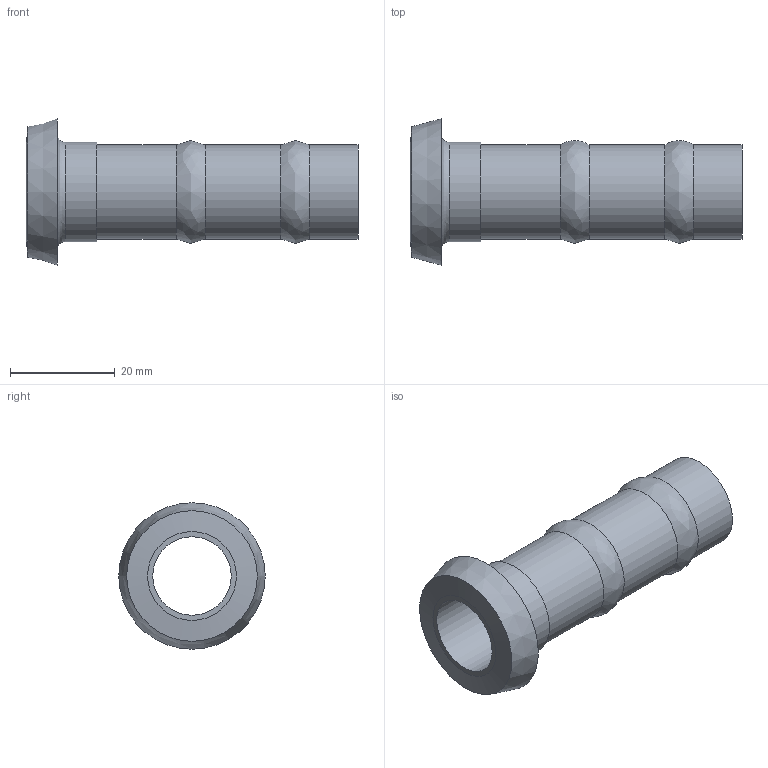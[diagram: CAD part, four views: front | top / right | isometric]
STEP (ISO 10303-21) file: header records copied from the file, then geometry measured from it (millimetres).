
FILE_DESCRIPTION((''),'2;1');
FILE_NAME('13500015X.stp','2010-08-09T15:06:35',('thilbrands'),(''),'Autodesk Inventor 2008','Autodesk Inventor 2008','');
FILE_SCHEMA(('AUTOMOTIVE_DESIGN { 1 0 10303 214 1 1 1 1 }'));
Length unit declared in the file: millimetre
Products named in the file (3): 135000151; 139000151-DN15; 114040101-DN15
Assembly tree (2 placements, depth 2):
  135000151
    139000151-DN15
    114040101-DN15
Bounding box: 63.5 x 28 x 28 mm (x, y, z)
Volume: 5754 mm3; surface area: 7882.6 mm2
Topology: 2 solids, 2 shells, 20 faces, 35 edges, 20 vertices
Faces by surface type: cylinder 8, bspline 5, plane 5, cone 2
Full cylindrical faces by diameter (mm): 15 x1, 16 x3, 18 x3, 19 x1
Entity records: 802 total; most frequent: CARTESIAN_POINT 393, DIRECTION 80, AXIS2_PLACEMENT_3D 40, ORIENTED_EDGE 40, EDGE_LOOP 40, VERTEX_POINT 20, CIRCLE 20, EDGE_CURVE 20
